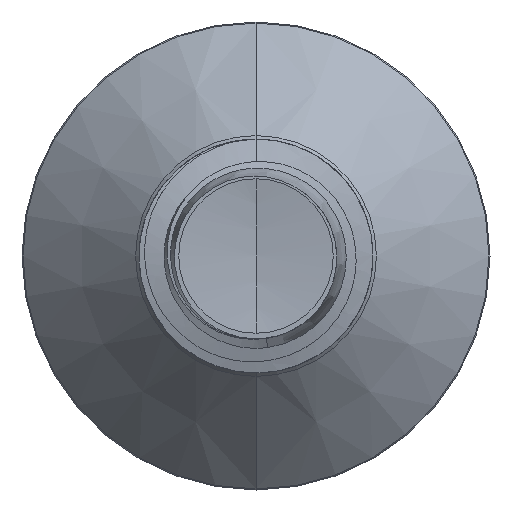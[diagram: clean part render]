
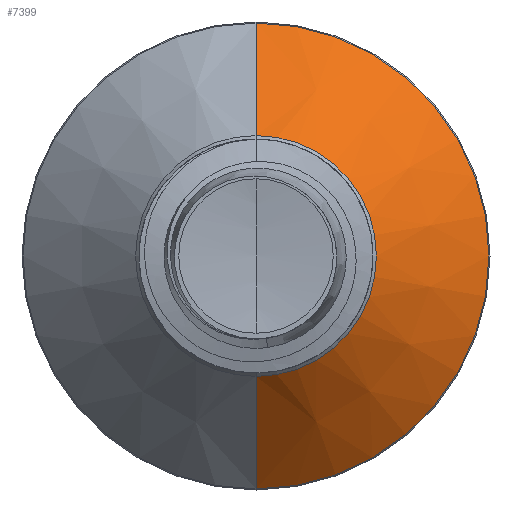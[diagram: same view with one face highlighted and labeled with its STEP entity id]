
A CAD part, front view. The second image highlights one B-rep face of the part: STEP entity #7399.
In plain terms, the highlighted conical face has half-angle 45 degrees and reference radius 3.088 mm.
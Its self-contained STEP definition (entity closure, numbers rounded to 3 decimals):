
#835 = DIRECTION ( 'NONE',  ( 0., 0.707, -0.707 ) ) ;
#2376 = DIRECTION ( 'NONE',  ( 0., 1., 0. ) ) ;
#2799 = CARTESIAN_POINT ( 'NONE',  ( 0., 13.124, -5.974 ) ) ;
#3941 = DIRECTION ( 'NONE',  ( 0., 1., 0. ) ) ;
#4484 = EDGE_CURVE ( 'NONE', #18672, #19892, #17942, .T. ) ;
#5928 = CARTESIAN_POINT ( 'NONE',  ( 0., 10.239, 3.089 ) ) ;
#6761 = AXIS2_PLACEMENT_3D ( 'NONE', #10866, #19680, #21451 ) ;
#6770 = VECTOR ( 'NONE', #835, 1000. ) ;
#7399 = ADVANCED_FACE ( 'NONE', ( #8257 ), #21241, .T. ) ;
#8050 = CARTESIAN_POINT ( 'NONE',  ( 0., 10.239, -3.089 ) ) ;
#8056 = ORIENTED_EDGE ( 'NONE', *, *, #18497, .F. ) ;
#8257 = FACE_OUTER_BOUND ( 'NONE', #21172, .T. ) ;
#9099 = ORIENTED_EDGE ( 'NONE', *, *, #4484, .F. ) ;
#9784 = EDGE_CURVE ( 'NONE', #18672, #10529, #16247, .T. ) ;
#10529 = VERTEX_POINT ( 'NONE', #8050 ) ;
#10730 = AXIS2_PLACEMENT_3D ( 'NONE', #14478, #3941, #16256 ) ;
#10866 = CARTESIAN_POINT ( 'NONE',  ( 0., 10.239, 0. ) ) ;
#11393 = CARTESIAN_POINT ( 'NONE',  ( 0., 10.239, -3.089 ) ) ;
#12884 = CARTESIAN_POINT ( 'NONE',  ( 0., 10.239, 0. ) ) ;
#13452 = CARTESIAN_POINT ( 'NONE',  ( 0., 10.239, 3.089 ) ) ;
#14324 = VERTEX_POINT ( 'NONE', #2799 ) ;
#14478 = CARTESIAN_POINT ( 'NONE',  ( 0., 13.124, 0. ) ) ;
#14687 = DIRECTION ( 'NONE',  ( 0., 0., 1. ) ) ;
#15254 = DIRECTION ( 'NONE',  ( 0., 0.707, 0.707 ) ) ;
#16133 = LINE ( 'NONE', #11393, #6770 ) ;
#16247 = CIRCLE ( 'NONE', #19310, 3.089 ) ;
#16256 = DIRECTION ( 'NONE',  ( 0., 0., 1. ) ) ;
#16854 = CARTESIAN_POINT ( 'NONE',  ( 0., 13.124, 5.974 ) ) ;
#17002 = EDGE_CURVE ( 'NONE', #10529, #14324, #16133, .T. ) ;
#17942 = LINE ( 'NONE', #13452, #22622 ) ;
#18497 = EDGE_CURVE ( 'NONE', #19892, #14324, #21658, .T. ) ;
#18672 = VERTEX_POINT ( 'NONE', #5928 ) ;
#19310 = AXIS2_PLACEMENT_3D ( 'NONE', #12884, #2376, #14687 ) ;
#19508 = ORIENTED_EDGE ( 'NONE', *, *, #17002, .T. ) ;
#19626 = ORIENTED_EDGE ( 'NONE', *, *, #9784, .T. ) ;
#19680 = DIRECTION ( 'NONE',  ( 0., 1., 0. ) ) ;
#19892 = VERTEX_POINT ( 'NONE', #16854 ) ;
#21172 = EDGE_LOOP ( 'NONE', ( #19626, #19508, #8056, #9099 ) ) ;
#21241 = CONICAL_SURFACE ( 'NONE', #6761, 3.089, 0.785 ) ;
#21451 = DIRECTION ( 'NONE',  ( 0., 0., 1. ) ) ;
#21658 = CIRCLE ( 'NONE', #10730, 5.974 ) ;
#22622 = VECTOR ( 'NONE', #15254, 1000. ) ;
